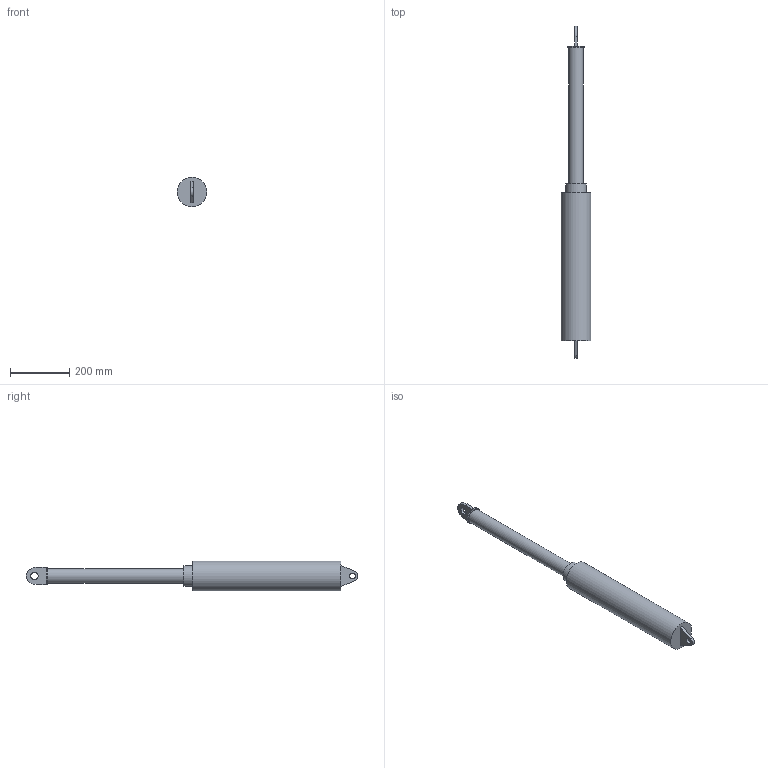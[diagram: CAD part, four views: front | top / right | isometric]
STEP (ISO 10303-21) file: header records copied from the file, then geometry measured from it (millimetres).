
FILE_DESCRIPTION(('STEP AP214'), '1');
FILE_NAME('Cylinder', '', ('UNSPECIFIED'), ('UNSPECIFIED'), 'ASCON STEP Converter 1.3', 'ASCON Math Kernel', '');
FILE_SCHEMA(('AUTOMOTIVE_DESIGN { 1 0 10303 214 3 1 1}'));
Length unit declared in the file: millimetre
Assembly tree (2 placements, depth 2):
  (unnamed)
    (unnamed)
    (unnamed)
Bounding box: 100 x 1121.64 x 100 mm (x, y, z)
Volume: 2593609 mm3; surface area: 456847.7 mm2
Topology: 2 solids, 3 shells, 37 faces, 69 edges, 44 vertices
Faces by surface type: plane 24, cylinder 11, extrusion 2
Full cylindrical faces by diameter (mm): 20 x2, 25 x1, 50 x2, 58 x1, 70 x1, 80 x2, 100 x1
Entity records: 1475 total; most frequent: CARTESIAN_POINT 185, DIRECTION 185, ORIENTED_EDGE 118, AXIS2_PLACEMENT_3D 78, EDGE_CURVE 59, EDGE_LOOP 57, COLOUR_RGB 45, PRESENTATION_STYLE_ASSIGNMENT 45
